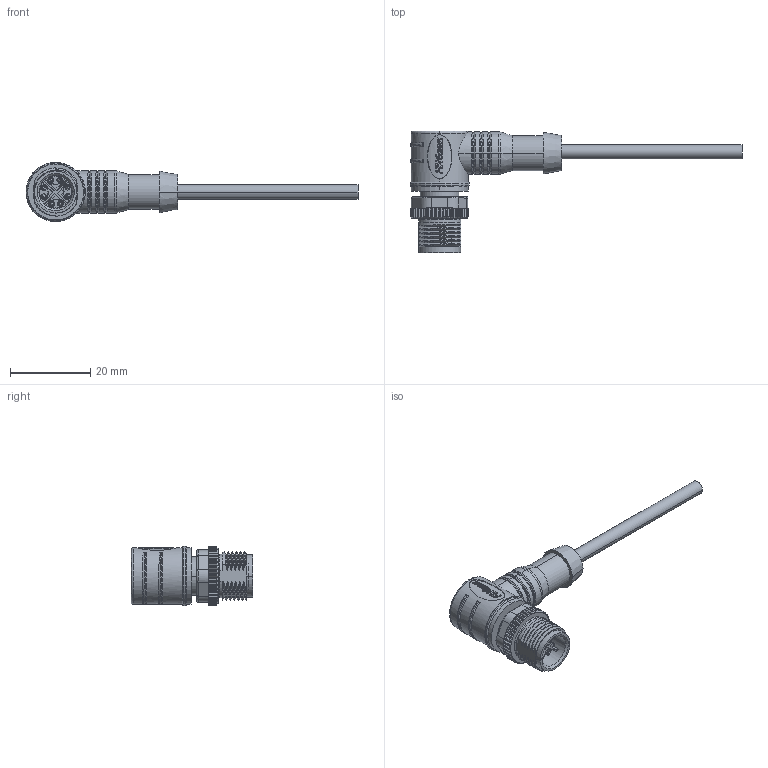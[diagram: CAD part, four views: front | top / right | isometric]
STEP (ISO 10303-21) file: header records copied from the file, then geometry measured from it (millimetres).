
FILE_DESCRIPTION (( 'STEP AP203' ), '1' );
FILE_NAME ('P134.STEP', '2020-05-11T07:39:53', ( 'edpusr' ), ( 'Microsoft' ), 'SwSTEP 2.0', 'SolidWorks 2015', '' );
FILE_SCHEMA (( 'CONFIG_CONTROL_DESIGN' ));
Length unit declared in the file: millimetre
Products named in the file (1): P134
Bounding box: 82.8 x 30.4 x 14.8 mm (x, y, z)
Volume: 5845 mm3; surface area: 5123.3 mm2
Topology: 1 solids, 13 shells, 1206 faces, 3159 edges, 2026 vertices
Faces by surface type: plane 362, cylinder 358, bspline 264, torus 109, cone 97, sphere 16
Entity records: 52778 total; most frequent: CARTESIAN_POINT 24965, ORIENTED_EDGE 6270, DIRECTION 5167, EDGE_CURVE 3135, VERTEX_POINT 2010, AXIS2_PLACEMENT_3D 1947, EDGE_LOOP 1283, LINE 1273
